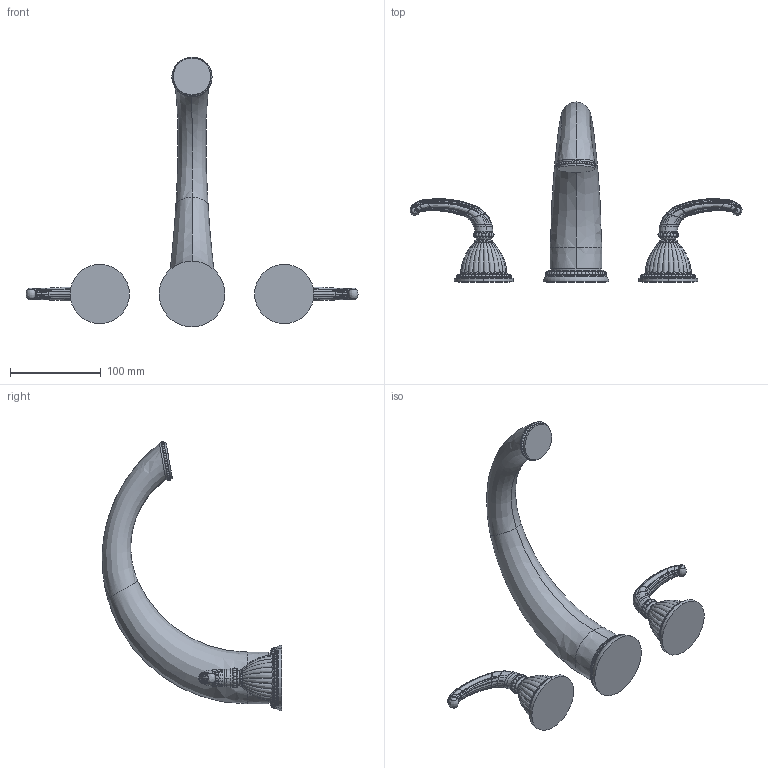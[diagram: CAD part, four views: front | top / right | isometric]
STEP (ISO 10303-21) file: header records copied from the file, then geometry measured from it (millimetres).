
FILE_DESCRIPTION((''),'2;1');
FILE_NAME('3-886','2021-03-16T09:48:26',('jinson.thomas'),(''),'CREO PARAMETRIC BY PTC INC, 2018400','CREO PARAMETRIC BY PTC INC, 2018400','');
FILE_SCHEMA(('CONFIG_CONTROL_DESIGN'));
Products named in the file (1): 3-886
Bounding box: 365.74 x 198.07 x 297.16 mm (x, y, z)
Volume: 783022.6 mm3; surface area: 93683.1 mm2
Topology: 3 solids, 3 shells, 1321 faces, 3762 edges, 2229 vertices
Faces by surface type: bspline 855, sphere 260, plane 152, cylinder 30, torus 16, cone 8
Entity records: 96316 total; most frequent: CARTESIAN_POINT 70136, ORIENTED_EDGE 7068, EDGE_CURVE 3534, DIRECTION 3317, B_SPLINE_CURVE_WITH_KNOTS 2321, VERTEX_POINT 2229, AXIS2_PLACEMENT_3D 1638, EDGE_LOOP 1331
